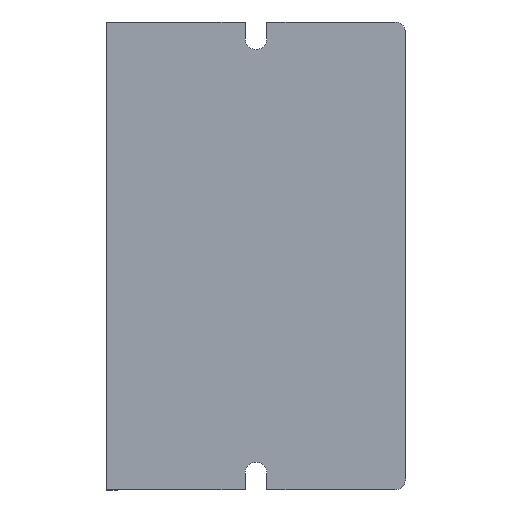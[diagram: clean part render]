
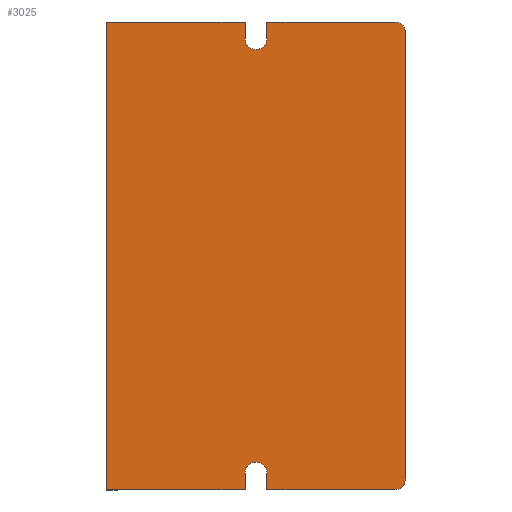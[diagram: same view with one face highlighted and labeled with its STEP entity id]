
A CAD part, top view. The second image highlights one B-rep face of the part: STEP entity #3025.
In plain terms, the highlighted planar face has unit normal (0, 0, 1).
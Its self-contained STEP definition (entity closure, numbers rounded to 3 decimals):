
#28 = LINE ( 'NONE', #2431, #1052 ) ;
#37 = EDGE_CURVE ( 'NONE', #1271, #213, #2191, .T. ) ;
#76 = VERTEX_POINT ( 'NONE', #832 ) ;
#86 = EDGE_CURVE ( 'NONE', #3032, #246, #1772, .T. ) ;
#87 = DIRECTION ( 'NONE',  ( 0., 1., 0. ) ) ;
#123 = CARTESIAN_POINT ( 'NONE',  ( 27.5, 82.928, 20. ) ) ;
#126 = ORIENTED_EDGE ( 'NONE', *, *, #1037, .F. ) ;
#132 = CARTESIAN_POINT ( 'NONE',  ( 53., 84., 20. ) ) ;
#154 = AXIS2_PLACEMENT_3D ( 'NONE', #132, #1550, #370 ) ;
#155 = LINE ( 'NONE', #1105, #1906 ) ;
#171 = DIRECTION ( 'NONE',  ( -1., 0., 0. ) ) ;
#213 = VERTEX_POINT ( 'NONE', #2092 ) ;
#237 = VERTEX_POINT ( 'NONE', #1446 ) ;
#246 = VERTEX_POINT ( 'NONE', #2338 ) ;
#283 = DIRECTION ( 'NONE',  ( 0., 0., 1. ) ) ;
#298 = CARTESIAN_POINT ( 'NONE',  ( 25.5, 86., 20. ) ) ;
#316 = VERTEX_POINT ( 'NONE', #973 ) ;
#370 = DIRECTION ( 'NONE',  ( -1., 0., 0. ) ) ;
#380 = ORIENTED_EDGE ( 'NONE', *, *, #2660, .T. ) ;
#509 = ORIENTED_EDGE ( 'NONE', *, *, #37, .T. ) ;
#545 = EDGE_LOOP ( 'NONE', ( #1077, #2465, #1234, #1395, #2696, #744, #126, #380, #628, #1762, #2302, #509, #1461, #2080 ) ) ;
#575 = CARTESIAN_POINT ( 'NONE',  ( 55., 2., 20. ) ) ;
#613 = CARTESIAN_POINT ( 'NONE',  ( 0., 86., 20. ) ) ;
#628 = ORIENTED_EDGE ( 'NONE', *, *, #1155, .T. ) ;
#705 = CARTESIAN_POINT ( 'NONE',  ( 27.5, 3.072, 20. ) ) ;
#726 = EDGE_CURVE ( 'NONE', #3032, #1541, #28, .T. ) ;
#744 = ORIENTED_EDGE ( 'NONE', *, *, #2346, .F. ) ;
#761 = VECTOR ( 'NONE', #1075, 1000. ) ;
#804 = VECTOR ( 'NONE', #2739, 1000. ) ;
#821 = CARTESIAN_POINT ( 'NONE',  ( 0., 0., 20. ) ) ;
#832 = CARTESIAN_POINT ( 'NONE',  ( 25.5, 82.928, 20. ) ) ;
#878 = CARTESIAN_POINT ( 'NONE',  ( 29.5, 82.928, 20. ) ) ;
#920 = VERTEX_POINT ( 'NONE', #878 ) ;
#947 = EDGE_CURVE ( 'NONE', #237, #246, #1094, .T. ) ;
#951 = LINE ( 'NONE', #298, #2998 ) ;
#954 = DIRECTION ( 'NONE',  ( -1., 0., 0. ) ) ;
#960 = VECTOR ( 'NONE', #2089, 1000. ) ;
#973 = CARTESIAN_POINT ( 'NONE',  ( 25.5, 86., 20. ) ) ;
#991 = CARTESIAN_POINT ( 'NONE',  ( 25.5, 0., 20. ) ) ;
#996 = CARTESIAN_POINT ( 'NONE',  ( 29.5, 3.072, 20. ) ) ;
#1037 = EDGE_CURVE ( 'NONE', #1046, #316, #2451, .T. ) ;
#1046 = VERTEX_POINT ( 'NONE', #1048 ) ;
#1048 = CARTESIAN_POINT ( 'NONE',  ( 0., 86., 20. ) ) ;
#1052 = VECTOR ( 'NONE', #1923, 1000. ) ;
#1075 = DIRECTION ( 'NONE',  ( 0., 1., 0. ) ) ;
#1074 = DIRECTION ( 'NONE',  ( 0., 0., -1. ) ) ;
#1077 = ORIENTED_EDGE ( 'NONE', *, *, #726, .F. ) ;
#1083 = CARTESIAN_POINT ( 'NONE',  ( 0., 86., 20. ) ) ;
#1092 = CARTESIAN_POINT ( 'NONE',  ( 53., 0., 20. ) ) ;
#1094 = LINE ( 'NONE', #2509, #804 ) ;
#1097 = CARTESIAN_POINT ( 'NONE',  ( 0., 0., 20. ) ) ;
#1105 = CARTESIAN_POINT ( 'NONE',  ( 0., 86., 20. ) ) ;
#1122 = DIRECTION ( 'NONE',  ( 0., -1., 0. ) ) ;
#1155 = EDGE_CURVE ( 'NONE', #1195, #2731, #2293, .T. ) ;
#1186 = CARTESIAN_POINT ( 'NONE',  ( 25.5, 3.072, 20. ) ) ;
#1195 = VERTEX_POINT ( 'NONE', #1097 ) ;
#1213 = CARTESIAN_POINT ( 'NONE',  ( 53., 2., 20. ) ) ;
#1221 = DIRECTION ( 'NONE',  ( -1., 0., 0. ) ) ;
#1234 = ORIENTED_EDGE ( 'NONE', *, *, #947, .F. ) ;
#1245 = LINE ( 'NONE', #2914, #1718 ) ;
#1271 = VERTEX_POINT ( 'NONE', #996 ) ;
#1318 = CARTESIAN_POINT ( 'NONE',  ( 0., 0., 20. ) ) ;
#1323 = PLANE ( 'NONE',  #1333 ) ;
#1333 = AXIS2_PLACEMENT_3D ( 'NONE', #1083, #2983, #171 ) ;
#1379 = EDGE_CURVE ( 'NONE', #1271, #2340, #1493, .T. ) ;
#1395 = ORIENTED_EDGE ( 'NONE', *, *, #2970, .F. ) ;
#1415 = EDGE_CURVE ( 'NONE', #2731, #2340, #2821, .T. ) ;
#1427 = CIRCLE ( 'NONE', #1817, 2. ) ;
#1446 = CARTESIAN_POINT ( 'NONE',  ( 29.5, 86., 20. ) ) ;
#1461 = ORIENTED_EDGE ( 'NONE', *, *, #2565, .T. ) ;
#1493 = CIRCLE ( 'NONE', #2611, 2. ) ;
#1533 = DIRECTION ( 'NONE',  ( 1., 0., 0. ) ) ;
#1541 = VERTEX_POINT ( 'NONE', #575 ) ;
#1550 = DIRECTION ( 'NONE',  ( 0., 0., 1. ) ) ;
#1571 = VERTEX_POINT ( 'NONE', #1092 ) ;
#1653 = CARTESIAN_POINT ( 'NONE',  ( 25.5, 86., 20. ) ) ;
#1718 = VECTOR ( 'NONE', #87, 1000. ) ;
#1750 = DIRECTION ( 'NONE',  ( 1., 0., 0. ) ) ;
#1762 = ORIENTED_EDGE ( 'NONE', *, *, #1415, .T. ) ;
#1772 = CIRCLE ( 'NONE', #154, 2. ) ;
#1817 = AXIS2_PLACEMENT_3D ( 'NONE', #1213, #283, #1221 ) ;
#1906 = VECTOR ( 'NONE', #1122, 1000. ) ;
#1923 = DIRECTION ( 'NONE',  ( 0., -1., 0. ) ) ;
#2004 = CIRCLE ( 'NONE', #2889, 2. ) ;
#2026 = FACE_OUTER_BOUND ( 'NONE', #545, .T. ) ;
#2080 = ORIENTED_EDGE ( 'NONE', *, *, #2315, .T. ) ;
#2089 = DIRECTION ( 'NONE',  ( 1., 0., 0. ) ) ;
#2092 = CARTESIAN_POINT ( 'NONE',  ( 29.5, 0., 20. ) ) ;
#2133 = VECTOR ( 'NONE', #1533, 1000. ) ;
#2144 = EDGE_CURVE ( 'NONE', #920, #76, #2004, .T. ) ;
#2191 = LINE ( 'NONE', #2898, #2228 ) ;
#2228 = VECTOR ( 'NONE', #2666, 1000. ) ;
#2280 = CARTESIAN_POINT ( 'NONE',  ( 55., 84., 20. ) ) ;
#2293 = LINE ( 'NONE', #1318, #960 ) ;
#2302 = ORIENTED_EDGE ( 'NONE', *, *, #1379, .F. ) ;
#2315 = EDGE_CURVE ( 'NONE', #1571, #1541, #1427, .T. ) ;
#2338 = CARTESIAN_POINT ( 'NONE',  ( 53., 86., 20. ) ) ;
#2340 = VERTEX_POINT ( 'NONE', #1186 ) ;
#2346 = EDGE_CURVE ( 'NONE', #316, #76, #951, .T. ) ;
#2375 = DIRECTION ( 'NONE',  ( 0., -1., 0. ) ) ;
#2431 = CARTESIAN_POINT ( 'NONE',  ( 55., 86., 20. ) ) ;
#2451 = LINE ( 'NONE', #613, #2133 ) ;
#2465 = ORIENTED_EDGE ( 'NONE', *, *, #86, .T. ) ;
#2501 = VECTOR ( 'NONE', #1750, 1000. ) ;
#2509 = CARTESIAN_POINT ( 'NONE',  ( 0., 86., 20. ) ) ;
#2565 = EDGE_CURVE ( 'NONE', #213, #1571, #2632, .T. ) ;
#2611 = AXIS2_PLACEMENT_3D ( 'NONE', #705, #2848, #954 ) ;
#2632 = LINE ( 'NONE', #821, #2501 ) ;
#2660 = EDGE_CURVE ( 'NONE', #1046, #1195, #155, .T. ) ;
#2666 = DIRECTION ( 'NONE',  ( 0., -1., 0. ) ) ;
#2696 = ORIENTED_EDGE ( 'NONE', *, *, #2144, .T. ) ;
#2731 = VERTEX_POINT ( 'NONE', #991 ) ;
#2739 = DIRECTION ( 'NONE',  ( 1., 0., 0. ) ) ;
#2821 = LINE ( 'NONE', #1653, #761 ) ;
#2848 = DIRECTION ( 'NONE',  ( 0., 0., 1. ) ) ;
#2889 = AXIS2_PLACEMENT_3D ( 'NONE', #123, #1074, #2935 ) ;
#2898 = CARTESIAN_POINT ( 'NONE',  ( 29.5, 86., 20. ) ) ;
#2914 = CARTESIAN_POINT ( 'NONE',  ( 29.5, 86., 20. ) ) ;
#2935 = DIRECTION ( 'NONE',  ( -1., 0., 0. ) ) ;
#2970 = EDGE_CURVE ( 'NONE', #920, #237, #1245, .T. ) ;
#2983 = DIRECTION ( 'NONE',  ( 0., 0., -1. ) ) ;
#2998 = VECTOR ( 'NONE', #2375, 1000. ) ;
#3025 = ADVANCED_FACE ( 'NONE', ( #2026 ), #1323, .F. ) ;
#3032 = VERTEX_POINT ( 'NONE', #2280 ) ;
